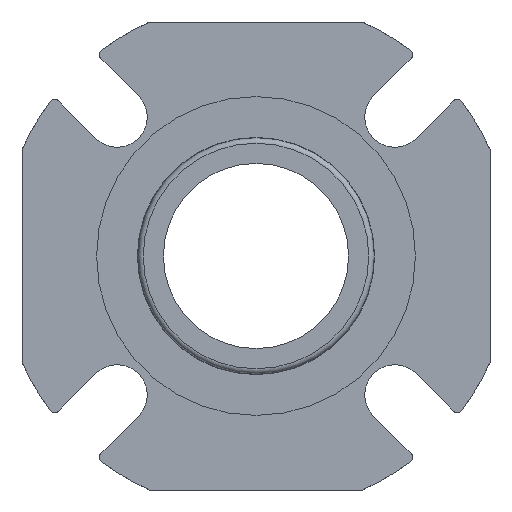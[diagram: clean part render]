
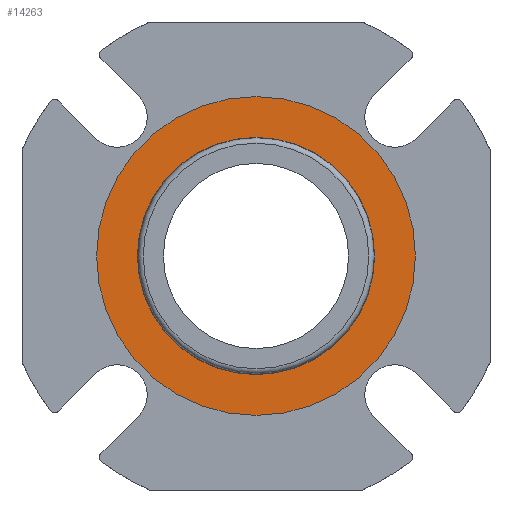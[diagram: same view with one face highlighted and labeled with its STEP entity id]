
A CAD part, left-side view. The second image highlights one B-rep face of the part: STEP entity #14263.
In plain terms, the highlighted planar face has unit normal (-1, 0, 0).
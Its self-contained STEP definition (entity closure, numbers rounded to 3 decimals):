
#3105=PLANE('',#15623);
#7307=ORIENTED_EDGE('',*,*,#9424,.T.);
#7308=ORIENTED_EDGE('',*,*,#9423,.T.);
#9423=EDGE_CURVE('',#10762,#10762,#11368,.T.);
#9424=EDGE_CURVE('',#10763,#10763,#11369,.T.);
#10762=VERTEX_POINT('',#27850);
#10763=VERTEX_POINT('',#27853);
#11368=CIRCLE('',#15622,46.5);
#11369=CIRCLE('',#15624,34.595);
#12259=EDGE_LOOP('',(#7307));
#12260=EDGE_LOOP('',(#7308));
#13159=FACE_BOUND('',#12259,.T.);
#13160=FACE_BOUND('',#12260,.T.);
#14263=ADVANCED_FACE('',(#13159,#13160),#3105,.F.);
#15622=AXIS2_PLACEMENT_3D('',#27849,#19343,#19344);
#15623=AXIS2_PLACEMENT_3D('',#27851,#19345,#19346);
#15624=AXIS2_PLACEMENT_3D('',#27852,#19347,#19348);
#19343=DIRECTION('',(-1.,0.,0.));
#19344=DIRECTION('',(0.,0.,1.));
#19345=DIRECTION('',(1.,0.,0.));
#19346=DIRECTION('',(0.,0.,-1.));
#19347=DIRECTION('',(1.,0.,0.));
#19348=DIRECTION('',(0.,0.,-1.));
#27849=CARTESIAN_POINT('',(-13.97,0.,0.));
#27850=CARTESIAN_POINT('',(-13.97,0.,46.5));
#27851=CARTESIAN_POINT('',(-13.97,0.,46.5));
#27852=CARTESIAN_POINT('',(-13.97,0.,0.));
#27853=CARTESIAN_POINT('',(-13.97,0.,-34.595));
